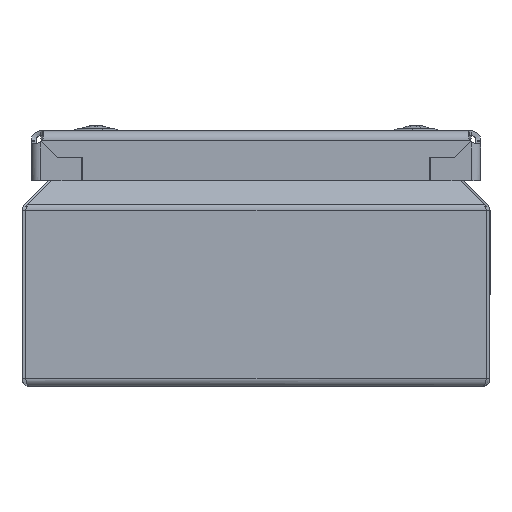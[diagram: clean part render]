
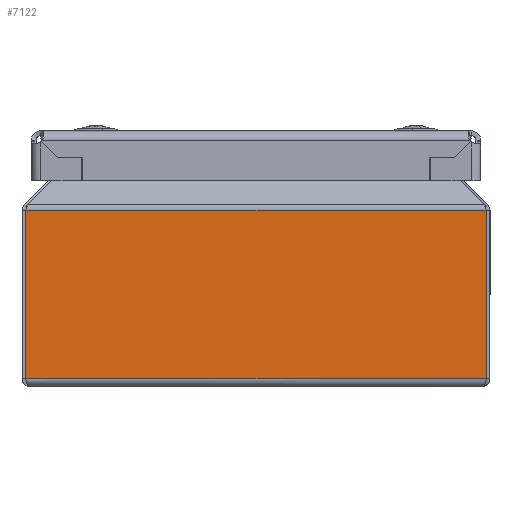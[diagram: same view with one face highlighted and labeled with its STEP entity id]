
A CAD part, left-side view. The second image highlights one B-rep face of the part: STEP entity #7122.
In plain terms, the highlighted planar face has unit normal (-1, 0, 0).
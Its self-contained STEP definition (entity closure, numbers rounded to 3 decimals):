
#6986 = VERTEX_POINT ( 'NONE', #16569 ) ;
#6988 = EDGE_CURVE ( 'NONE', #6989, #6986, #16568, .T. ) ;
#6989 = VERTEX_POINT ( 'NONE', #16564 ) ;
#7043 = ORIENTED_EDGE ( 'NONE', *, *, #7115, .T. ) ;
#7051 = VERTEX_POINT ( 'NONE', #16732 ) ;
#7099 = ORIENTED_EDGE ( 'NONE', *, *, #7100, .F. ) ;
#7100 = EDGE_CURVE ( 'NONE', #6989, #7051, #16837, .T. ) ;
#7101 = ORIENTED_EDGE ( 'NONE', *, *, #6988, .T. ) ;
#7102 = ORIENTED_EDGE ( 'NONE', *, *, #7103, .T. ) ;
#7103 = EDGE_CURVE ( 'NONE', #6986, #7116, #16833, .T. ) ;
#7115 = EDGE_CURVE ( 'NONE', #7116, #7051, #16865, .T. ) ;
#7116 = VERTEX_POINT ( 'NONE', #16861 ) ;
#7122 = ADVANCED_FACE ( 'NONE', ( #16851 ), #16850, .T. ) ;
#7123 = EDGE_LOOP ( 'NONE', ( #7043, #7099, #7101, #7102 ) ) ;
#16564 = CARTESIAN_POINT ( 'NONE',  ( -125., 73.75, 56.482 ) ) ;
#16565 = DIRECTION ( 'NONE',  ( 0., 0., -1. ) ) ;
#16566 = VECTOR ( 'NONE', #16565, 1000. ) ;
#16567 = CARTESIAN_POINT ( 'NONE',  ( -125., 73.75, 56.482 ) ) ;
#16568 = LINE ( 'NONE', #16567, #16566 ) ;
#16569 = CARTESIAN_POINT ( 'NONE',  ( -125., 73.75, 2.5 ) ) ;
#16732 = CARTESIAN_POINT ( 'NONE',  ( -125., -73.75, 56.482 ) ) ;
#16830 = DIRECTION ( 'NONE',  ( 0., -1., 0. ) ) ;
#16831 = VECTOR ( 'NONE', #16830, 1000. ) ;
#16832 = CARTESIAN_POINT ( 'NONE',  ( -125., 1311.25, 2.5 ) ) ;
#16833 = LINE ( 'NONE', #16832, #16831 ) ;
#16834 = DIRECTION ( 'NONE',  ( 0., -1., 0. ) ) ;
#16835 = VECTOR ( 'NONE', #16834, 1000. ) ;
#16836 = CARTESIAN_POINT ( 'NONE',  ( -125., 1311.25, 56.482 ) ) ;
#16837 = LINE ( 'NONE', #16836, #16835 ) ;
#16846 = DIRECTION ( 'NONE',  ( 0., 0., -1. ) ) ;
#16847 = DIRECTION ( 'NONE',  ( -1., 0., 0. ) ) ;
#16848 = CARTESIAN_POINT ( 'NONE',  ( -125., 1311.25, 56.482 ) ) ;
#16849 = AXIS2_PLACEMENT_3D ( 'NONE', #16848, #16847, #16846 ) ;
#16850 = PLANE ( 'NONE',  #16849 ) ;
#16851 = FACE_OUTER_BOUND ( 'NONE', #7123, .T. ) ;
#16861 = CARTESIAN_POINT ( 'NONE',  ( -125., -73.75, 2.5 ) ) ;
#16862 = DIRECTION ( 'NONE',  ( 0., 0., 1. ) ) ;
#16863 = VECTOR ( 'NONE', #16862, 1000. ) ;
#16864 = CARTESIAN_POINT ( 'NONE',  ( -125., -73.75, 56.482 ) ) ;
#16865 = LINE ( 'NONE', #16864, #16863 ) ;
